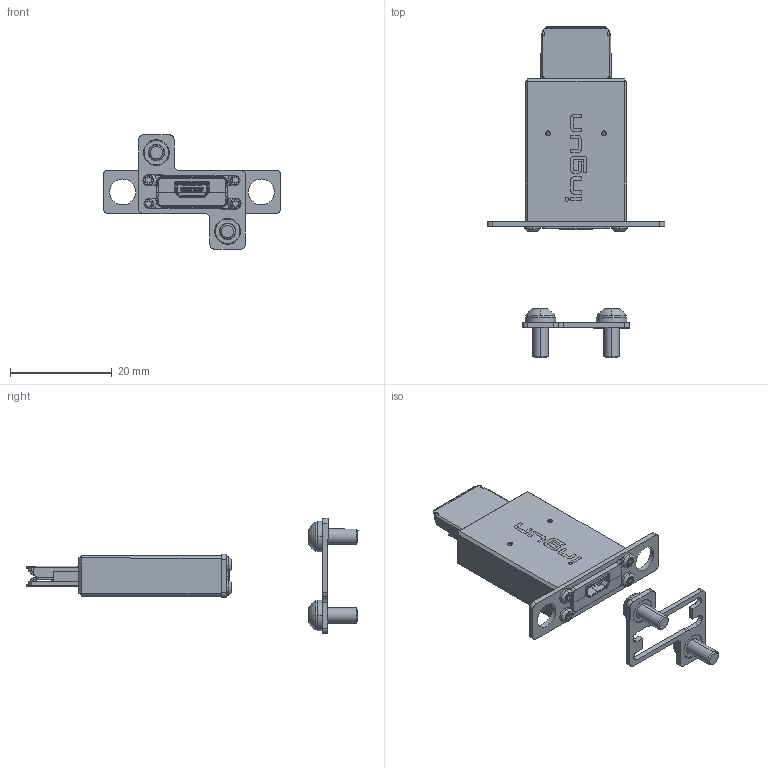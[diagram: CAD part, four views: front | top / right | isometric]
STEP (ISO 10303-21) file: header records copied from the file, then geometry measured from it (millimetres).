
FILE_DESCRIPTION (( 'STEP AP214' ), '1' );
FILE_NAME ('INGUN_112626_NZ.STEP', '2025-07-15T09:48:29', ( '' ), ( '' ), 'SwSTEP 2.0', 'SolidWorks 2023', '' );
FILE_SCHEMA (( 'AUTOMOTIVE_DESIGN' ));
Length unit declared in the file: millimetre
Products named in the file (1): INGUN_112626_NZ
Bounding box: 35 x 65.31 x 22.5 mm (x, y, z)
Volume: 5407.4 mm3; surface area: 5486.4 mm2
Topology: 11 solids, 11 shells, 1558 faces, 4095 edges, 2598 vertices
Faces by surface type: plane 883, cylinder 554, cone 70, bspline 39, torus 12
Entity records: 65039 total; most frequent: CARTESIAN_POINT 9653, ORIENTED_EDGE 8174, DIRECTION 8125, EDGE_CURVE 4087, AXIS2_PLACEMENT_3D 2722, LINE 2681, VECTOR 2681, VERTEX_POINT 2598
